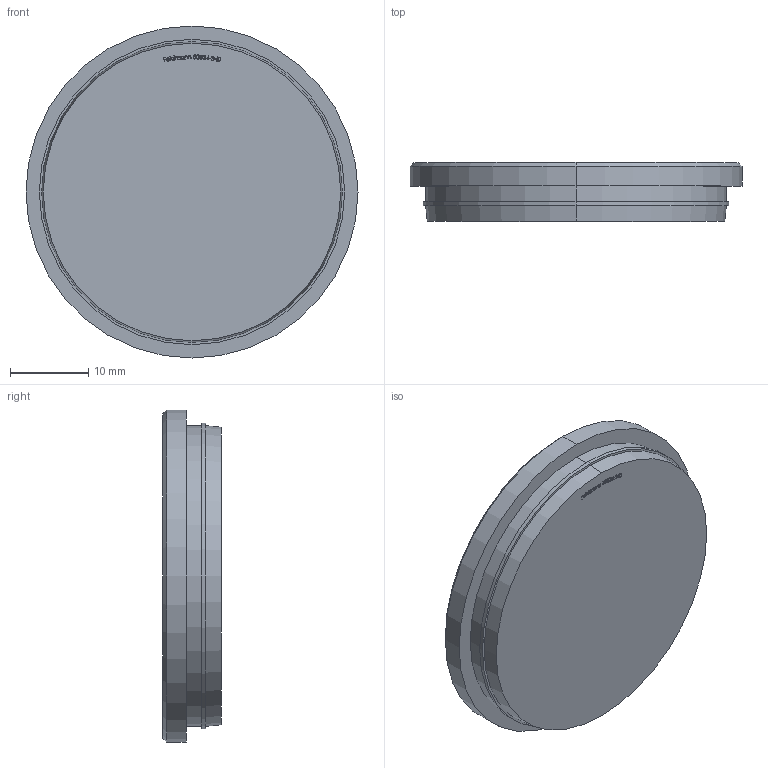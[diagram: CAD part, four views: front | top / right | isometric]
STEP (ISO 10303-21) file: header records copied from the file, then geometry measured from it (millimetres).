
FILE_DESCRIPTION (( 'STEP AP203' ), '1' );
FILE_NAME ('50834-240.step', '2018-11-29T13:40:13', ( '' ), ( '' ), 'SwSTEP 2.0', 'SolidWorks 2015', '' );
FILE_SCHEMA (( 'CONFIG_CONTROL_DESIGN' ));
Length unit declared in the file: millimetre
Products named in the file (1): 50834-240
Bounding box: 42.4 x 7.5 x 42.4 mm (x, y, z)
Volume: 9424.6 mm3; surface area: 3796.7 mm2
Topology: 1 solids, 1 shells, 251 faces, 658 edges, 438 vertices
Faces by surface type: plane 130, bspline 111, cylinder 6, cone 4
Entity records: 13873 total; most frequent: CARTESIAN_POINT 8347, ORIENTED_EDGE 1316, DIRECTION 736, EDGE_CURVE 658, VERTEX_POINT 438, LINE 418, VECTOR 418, EDGE_LOOP 280
